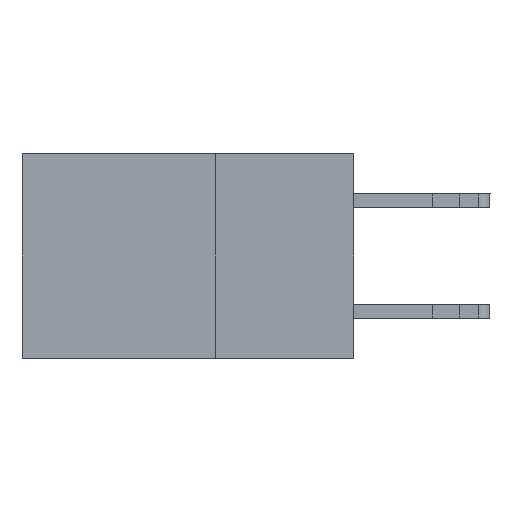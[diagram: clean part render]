
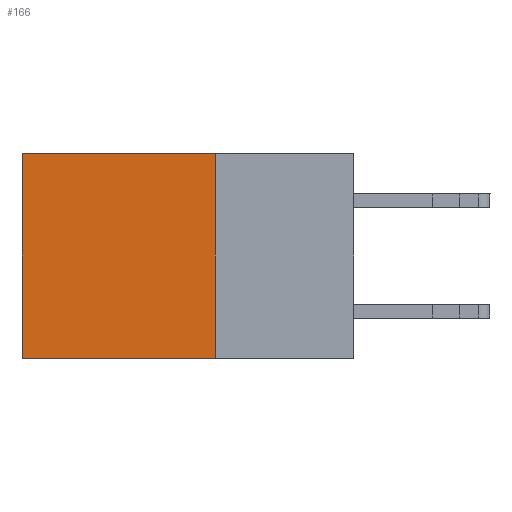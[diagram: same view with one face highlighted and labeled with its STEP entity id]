
A CAD part, left-side view. The second image highlights one B-rep face of the part: STEP entity #166.
In plain terms, the highlighted planar face has unit normal (-1, 0, 0).
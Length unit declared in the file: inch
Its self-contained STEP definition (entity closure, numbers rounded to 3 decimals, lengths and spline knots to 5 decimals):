
#166 = ADVANCED_FACE ( 'NONE', ( #36614 ), #17310, .F. ) ;
#664 = AXIS2_PLACEMENT_3D ( 'NONE', #17553, #6665, #6776 ) ;
#1651 = CARTESIAN_POINT ( 'NONE',  ( 0.2875, 0.6, -0.37 ) ) ;
#2397 = CARTESIAN_POINT ( 'NONE',  ( 0.2875, 0.25, 0. ) ) ;
#5709 = ORIENTED_EDGE ( 'NONE', *, *, #11291, .F. ) ;
#6663 = EDGE_CURVE ( 'NONE', #31245, #36637, #16752, .T. ) ;
#6665 = DIRECTION ( 'NONE',  ( 1., 0., 0. ) ) ;
#6776 = DIRECTION ( 'NONE',  ( 0., 0., -1. ) ) ;
#6851 = CARTESIAN_POINT ( 'NONE',  ( 0.2875, 0.25, 0. ) ) ;
#7534 = VERTEX_POINT ( 'NONE', #1651 ) ;
#8244 = DIRECTION ( 'NONE',  ( 0., 0., -1. ) ) ;
#8276 = ORIENTED_EDGE ( 'NONE', *, *, #8641, .F. ) ;
#8641 = EDGE_CURVE ( 'NONE', #34660, #7534, #13920, .T. ) ;
#11291 = EDGE_CURVE ( 'NONE', #31245, #34660, #32791, .T. ) ;
#11327 = VECTOR ( 'NONE', #18718, 39.37008 ) ;
#11935 = VECTOR ( 'NONE', #33640, 39.37008 ) ;
#13920 = LINE ( 'NONE', #16644, #33749 ) ;
#16644 = CARTESIAN_POINT ( 'NONE',  ( 0.2875, 0.25, -0.37 ) ) ;
#16732 = EDGE_LOOP ( 'NONE', ( #30990, #8276, #5709, #25307 ) ) ;
#16752 = LINE ( 'NONE', #6851, #11327 ) ;
#17310 = PLANE ( 'NONE',  #664 ) ;
#17553 = CARTESIAN_POINT ( 'NONE',  ( 0.2875, 0.25, 0. ) ) ;
#18718 = DIRECTION ( 'NONE',  ( 0., 1., 0. ) ) ;
#20930 = CARTESIAN_POINT ( 'NONE',  ( 0.2875, 0.25, 0. ) ) ;
#21596 = CARTESIAN_POINT ( 'NONE',  ( 0.2875, 0.6, 0. ) ) ;
#23214 = LINE ( 'NONE', #34021, #11935 ) ;
#25307 = ORIENTED_EDGE ( 'NONE', *, *, #6663, .T. ) ;
#25463 = DIRECTION ( 'NONE',  ( 0., 1., 0. ) ) ;
#27804 = EDGE_CURVE ( 'NONE', #36637, #7534, #23214, .T. ) ;
#30990 = ORIENTED_EDGE ( 'NONE', *, *, #27804, .T. ) ;
#31245 = VERTEX_POINT ( 'NONE', #20930 ) ;
#32791 = LINE ( 'NONE', #2397, #36454 ) ;
#33640 = DIRECTION ( 'NONE',  ( 0., 0., -1. ) ) ;
#33749 = VECTOR ( 'NONE', #25463, 39.37008 ) ;
#34021 = CARTESIAN_POINT ( 'NONE',  ( 0.2875, 0.6, 0. ) ) ;
#34660 = VERTEX_POINT ( 'NONE', #36343 ) ;
#36343 = CARTESIAN_POINT ( 'NONE',  ( 0.2875, 0.25, -0.37 ) ) ;
#36454 = VECTOR ( 'NONE', #8244, 39.37008 ) ;
#36614 = FACE_OUTER_BOUND ( 'NONE', #16732, .T. ) ;
#36637 = VERTEX_POINT ( 'NONE', #21596 ) ;
